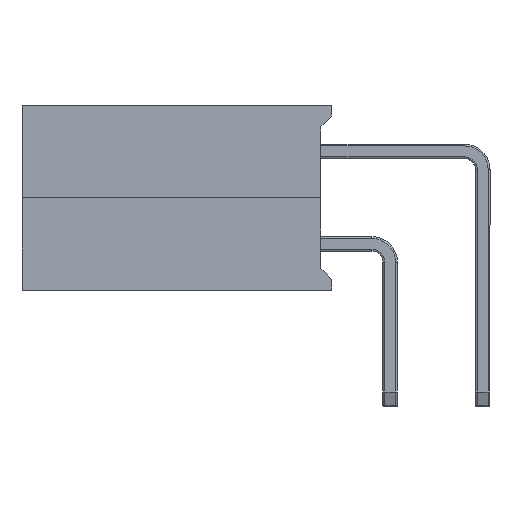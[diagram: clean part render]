
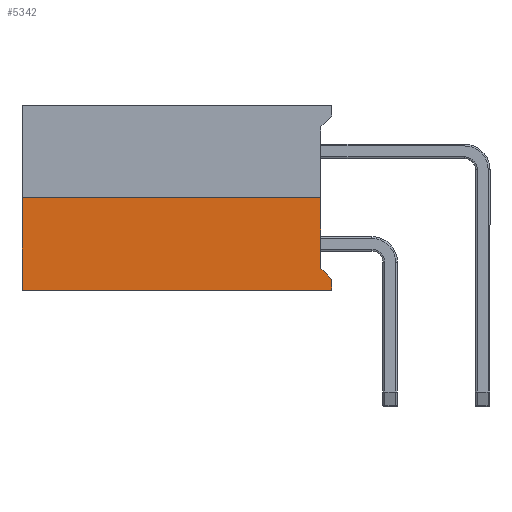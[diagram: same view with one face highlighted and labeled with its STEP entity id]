
A CAD part, left-side view. The second image highlights one B-rep face of the part: STEP entity #5342.
In plain terms, the highlighted planar face has unit normal (-1, 0, 0).
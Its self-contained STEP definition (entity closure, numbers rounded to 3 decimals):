
#307=PLANE('',#5921);
#558=FACE_OUTER_BOUND('',#885,.T.);
#885=EDGE_LOOP('',(#4063,#4064,#4065,#4066,#4067,#4068));
#1247=LINE('',#8933,#1631);
#1251=LINE('',#8940,#1635);
#1262=LINE('',#8964,#1646);
#1265=LINE('',#8970,#1649);
#1266=LINE('',#8972,#1650);
#1267=LINE('',#8973,#1651);
#1631=VECTOR('',#7174,10.);
#1635=VECTOR('',#7180,10.);
#1646=VECTOR('',#7203,10.);
#1649=VECTOR('',#7208,10.);
#1650=VECTOR('',#7209,10.);
#1651=VECTOR('',#7210,10.);
#2335=VERTEX_POINT('',#8930);
#2336=VERTEX_POINT('',#8932);
#2338=VERTEX_POINT('',#8938);
#2345=VERTEX_POINT('',#8963);
#2347=VERTEX_POINT('',#8969);
#2348=VERTEX_POINT('',#8971);
#2919=EDGE_CURVE('',#2335,#2336,#1247,.T.);
#2923=EDGE_CURVE('',#2335,#2338,#1251,.T.);
#2936=EDGE_CURVE('',#2345,#2336,#1262,.T.);
#2939=EDGE_CURVE('',#2338,#2347,#1265,.T.);
#2940=EDGE_CURVE('',#2348,#2347,#1266,.T.);
#2941=EDGE_CURVE('',#2345,#2348,#1267,.T.);
#4063=ORIENTED_EDGE('',*,*,#2923,.T.);
#4064=ORIENTED_EDGE('',*,*,#2939,.T.);
#4065=ORIENTED_EDGE('',*,*,#2940,.F.);
#4066=ORIENTED_EDGE('',*,*,#2941,.F.);
#4067=ORIENTED_EDGE('',*,*,#2936,.T.);
#4068=ORIENTED_EDGE('',*,*,#2919,.F.);
#5342=ADVANCED_FACE('',(#558),#307,.T.);
#5921=AXIS2_PLACEMENT_3D('',#8968,#7206,#7207);
#7174=DIRECTION('',(0.,-0.707,-0.707));
#7180=DIRECTION('',(0.,0.,1.));
#7203=DIRECTION('',(0.,0.,1.));
#7206=DIRECTION('center_axis',(-1.,0.,0.));
#7207=DIRECTION('ref_axis',(0.,0.,
1.));
#7208=DIRECTION('',(0.,1.,0.));
#7209=DIRECTION('',(0.,0.,1.));
#7210=DIRECTION('',(0.,1.,0.));
#8930=CARTESIAN_POINT('',(-1.27,1.9,0.6));
#8932=CARTESIAN_POINT('',(-1.27,1.6,0.3));
#8933=CARTESIAN_POINT('',(-1.27,1.6,0.3));
#8938=CARTESIAN_POINT('',(-1.27,1.9,2.54));
#8940=CARTESIAN_POINT('',(-1.27,1.9,0.635));
#8963=CARTESIAN_POINT('',(-1.27,1.6,0.));
#8964=CARTESIAN_POINT('',(-1.27,1.6,0.));
#8968=CARTESIAN_POINT('Origin',(-1.27,1.6,0.));
#8969=CARTESIAN_POINT('',(-1.27,10.1,2.54));
#8970=CARTESIAN_POINT('',(-1.27,1.6,2.54));
#8971=CARTESIAN_POINT('',(-1.27,10.1,0.));
#8972=CARTESIAN_POINT('',(-1.27,10.1,0.));
#8973=CARTESIAN_POINT('',(-1.27,1.6,0.));
